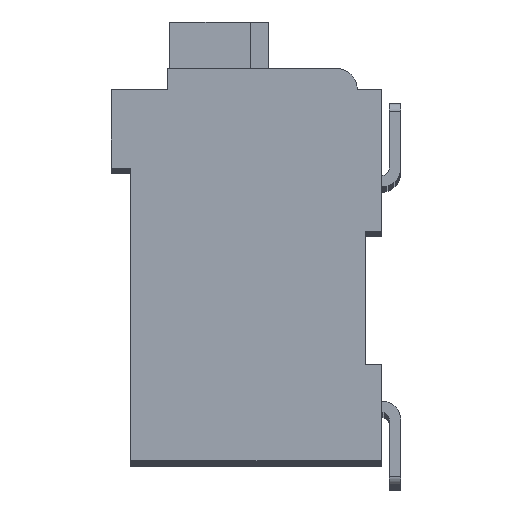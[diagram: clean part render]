
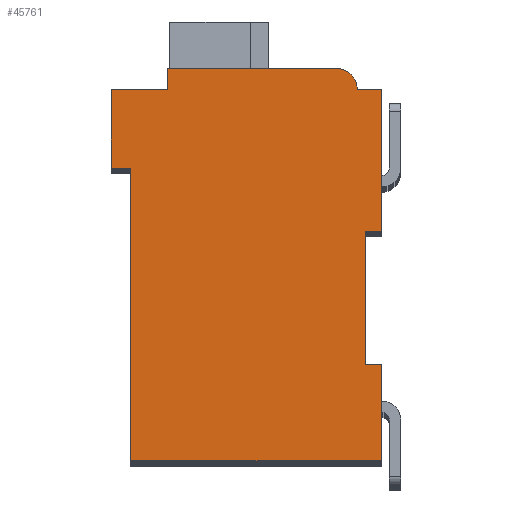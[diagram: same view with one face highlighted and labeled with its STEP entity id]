
A CAD part, top view. The second image highlights one B-rep face of the part: STEP entity #45761.
In plain terms, the highlighted planar face has unit normal (0, 0, 1).
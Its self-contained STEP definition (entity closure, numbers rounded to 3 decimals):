
#13990=DIRECTION('',(1.,0.,0.));
#13991=VECTOR('',#13990,0.5);
#13992=CARTESIAN_POINT('',(7.3,7.15,2.1));
#13993=LINE('',#13992,#13991);
#13994=DIRECTION('',(0.,1.,0.));
#13995=VECTOR('',#13994,4.15);
#13996=CARTESIAN_POINT('',(7.3,3.,2.1));
#13997=LINE('',#13996,#13995);
#13998=DIRECTION('',(-1.,0.,0.));
#13999=VECTOR('',#13998,0.5);
#14000=CARTESIAN_POINT('',(7.8,3.,2.1));
#14001=LINE('',#14000,#13999);
#14002=DIRECTION('',(0.,1.,0.));
#14003=VECTOR('',#14002,3.);
#14004=CARTESIAN_POINT('',(7.8,0.,2.1));
#14005=LINE('',#14004,#14003);
#14006=DIRECTION('',(1.,0.,0.));
#14007=VECTOR('',#14006,7.8);
#14008=CARTESIAN_POINT('',(0.,0.,2.1));
#14009=LINE('',#14008,#14007);
#14010=DIRECTION('',(0.,-1.,0.));
#14011=VECTOR('',#14010,9.1);
#14012=CARTESIAN_POINT('',(0.,9.1,2.1));
#14013=LINE('',#14012,#14011);
#14014=DIRECTION('',(1.,0.,0.));
#14015=VECTOR('',#14014,0.6);
#14016=CARTESIAN_POINT('',(-0.6,9.1,2.1));
#14017=LINE('',#14016,#14015);
#14018=DIRECTION('',(0.,-1.,0.));
#14019=VECTOR('',#14018,2.45);
#14020=CARTESIAN_POINT('',(-0.6,11.55,2.1));
#14021=LINE('',#14020,#14019);
#14022=DIRECTION('',(-1.,0.,0.));
#14023=VECTOR('',#14022,1.75);
#14024=CARTESIAN_POINT('',(1.15,11.55,2.1));
#14025=LINE('',#14024,#14023);
#14026=DIRECTION('',(0.,-1.,0.));
#14027=VECTOR('',#14026,0.65);
#14028=CARTESIAN_POINT('',(1.15,12.2,2.1));
#14029=LINE('',#14028,#14027);
#14030=DIRECTION('',(-1.,0.,0.));
#14031=VECTOR('',#14030,5.25);
#14032=CARTESIAN_POINT('',(6.4,12.2,2.1));
#14033=LINE('',#14032,#14031);
#14034=CARTESIAN_POINT('',(6.4,11.55,2.1));
#14035=DIRECTION('',(0.,0.,1.));
#14036=DIRECTION('',(1.,0.,0.));
#14037=AXIS2_PLACEMENT_3D('',#14034,#14035,#14036);
#14039=DIRECTION('',(-1.,0.,0.));
#14040=VECTOR('',#14039,0.75);
#14041=CARTESIAN_POINT('',(7.8,11.55,2.1));
#14042=LINE('',#14041,#14040);
#14043=DIRECTION('',(0.,1.,0.));
#14044=VECTOR('',#14043,4.4);
#14045=CARTESIAN_POINT('',(7.8,7.15,2.1));
#14046=LINE('',#14045,#14044);
#23097=CARTESIAN_POINT('',(7.3,7.15,2.1));
#23098=CARTESIAN_POINT('',(7.8,7.15,2.1));
#23099=VERTEX_POINT('',#23097);
#23100=VERTEX_POINT('',#23098);
#23101=CARTESIAN_POINT('',(7.8,11.55,2.1));
#23102=VERTEX_POINT('',#23101);
#23103=CARTESIAN_POINT('',(7.05,11.55,2.1));
#23104=VERTEX_POINT('',#23103);
#23105=CARTESIAN_POINT('',(6.4,12.2,2.1));
#23106=VERTEX_POINT('',#23105);
#23107=CARTESIAN_POINT('',(1.15,12.2,2.1));
#23108=VERTEX_POINT('',#23107);
#23109=CARTESIAN_POINT('',(1.15,11.55,2.1));
#23110=VERTEX_POINT('',#23109);
#23111=CARTESIAN_POINT('',(-0.6,11.55,2.1));
#23112=VERTEX_POINT('',#23111);
#23113=CARTESIAN_POINT('',(-0.6,9.1,2.1));
#23114=VERTEX_POINT('',#23113);
#23115=CARTESIAN_POINT('',(0.,9.1,2.1));
#23116=VERTEX_POINT('',#23115);
#23117=CARTESIAN_POINT('',(0.,0.,2.1));
#23118=VERTEX_POINT('',#23117);
#23119=CARTESIAN_POINT('',(7.8,0.,2.1));
#23120=VERTEX_POINT('',#23119);
#23121=CARTESIAN_POINT('',(7.8,3.,2.1));
#23122=VERTEX_POINT('',#23121);
#23123=CARTESIAN_POINT('',(7.3,3.,2.1));
#23124=VERTEX_POINT('',#23123);
#45740=CARTESIAN_POINT('',(0.,0.,2.1));
#45741=DIRECTION('',(0.,0.,1.));
#45742=DIRECTION('',(1.,0.,0.));
#45743=AXIS2_PLACEMENT_3D('',#45740,#45741,#45742);
#45744=PLANE('',#45743);
#45745=ORIENTED_EDGE('',*,*,#30374,.F.);
#45746=ORIENTED_EDGE('',*,*,#31406,.F.);
#45747=ORIENTED_EDGE('',*,*,#39476,.F.);
#45748=ORIENTED_EDGE('',*,*,#40071,.F.);
#45749=ORIENTED_EDGE('',*,*,#40758,.F.);
#45750=ORIENTED_EDGE('',*,*,#41663,.F.);
#45751=ORIENTED_EDGE('',*,*,#42012,.F.);
#45752=ORIENTED_EDGE('',*,*,#42351,.F.);
#45753=ORIENTED_EDGE('',*,*,#42865,.F.);
#45754=ORIENTED_EDGE('',*,*,#43840,.F.);
#45755=ORIENTED_EDGE('',*,*,#44612,.F.);
#45756=ORIENTED_EDGE('',*,*,#42916,.F.);
#45757=ORIENTED_EDGE('',*,*,#43581,.F.);
#45758=ORIENTED_EDGE('',*,*,#31301,.F.);
#45759=EDGE_LOOP('',(#45745,#45746,#45747,#45748,#45749,#45750,#45751,#45752,
#45753,#45754,#45755,#45756,#45757,#45758));
#45760=FACE_OUTER_BOUND('',#45759,.F.);
#14038=CIRCLE('',#14037,0.65);
#30374=EDGE_CURVE('',#23099,#23100,#13993,.T.);
#31301=EDGE_CURVE('',#23100,#23102,#14046,.T.);
#31406=EDGE_CURVE('',#23124,#23099,#13997,.T.);
#39476=EDGE_CURVE('',#23122,#23124,#14001,.T.);
#40071=EDGE_CURVE('',#23120,#23122,#14005,.T.);
#40758=EDGE_CURVE('',#23118,#23120,#14009,.T.);
#41663=EDGE_CURVE('',#23116,#23118,#14013,.T.);
#42012=EDGE_CURVE('',#23114,#23116,#14017,.T.);
#42351=EDGE_CURVE('',#23112,#23114,#14021,.T.);
#42865=EDGE_CURVE('',#23110,#23112,#14025,.T.);
#42916=EDGE_CURVE('',#23104,#23106,#14038,.T.);
#43581=EDGE_CURVE('',#23102,#23104,#14042,.T.);
#43840=EDGE_CURVE('',#23108,#23110,#14029,.T.);
#44612=EDGE_CURVE('',#23106,#23108,#14033,.T.);
#45761=ADVANCED_FACE('',(#45760),#45744,.T.);
